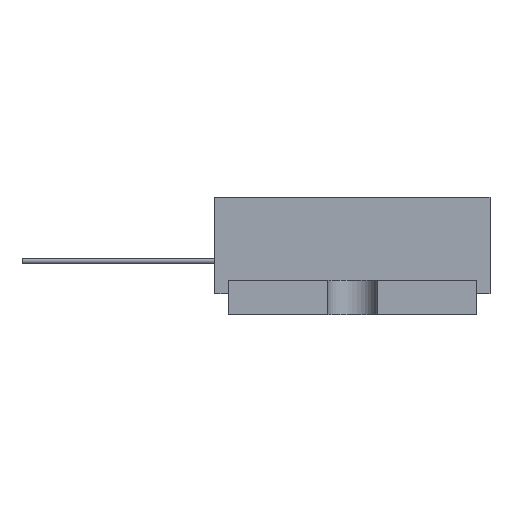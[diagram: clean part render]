
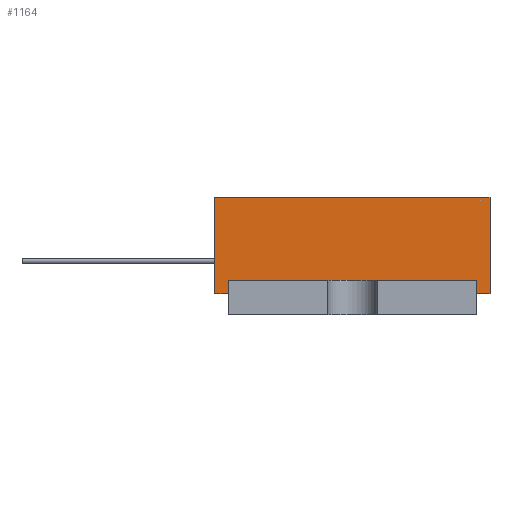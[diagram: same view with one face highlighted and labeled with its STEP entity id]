
A CAD part, left-side view. The second image highlights one B-rep face of the part: STEP entity #1164.
In plain terms, the highlighted planar face has unit normal (-1, 0, 0).
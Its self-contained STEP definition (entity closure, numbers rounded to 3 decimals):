
#1164=ADVANCED_FACE('',(#2320),#2322,.T.);
#2320=FACE_BOUND('',#2321,.T.);
#2321=EDGE_LOOP('',(#3345,#3346,#3347,#3348,#3349,#3350,#3351,#3352));
#2322=PLANE('',#2323);
#2323=AXIS2_PLACEMENT_3D('',#2324,#2325,#2326);
#2324=CARTESIAN_POINT('',(-27.5,10.,1.5));
#2325=DIRECTION('',(-1.,0.,0.));
#2326=DIRECTION('',(0.,-1.,0.));
#3345=ORIENTED_EDGE('',*,*,#3948,.T.);
#3346=ORIENTED_EDGE('',*,*,#3949,.T.);
#3347=ORIENTED_EDGE('',*,*,#3950,.T.);
#3348=ORIENTED_EDGE('',*,*,#3951,.T.);
#3349=ORIENTED_EDGE('',*,*,#3576,.F.);
#3350=ORIENTED_EDGE('',*,*,#3952,.F.);
#3351=ORIENTED_EDGE('',*,*,#3953,.T.);
#3352=ORIENTED_EDGE('',*,*,#3954,.T.);
#3576=EDGE_CURVE('',#4000,#4001,#4002,.T.);
#3948=EDGE_CURVE('',#4622,#4623,#4624,.T.);
#3949=EDGE_CURVE('',#4623,#4625,#4626,.T.);
#3950=EDGE_CURVE('',#4625,#4627,#4628,.T.);
#3951=EDGE_CURVE('',#4627,#4001,#4629,.T.);
#3952=EDGE_CURVE('',#4630,#4000,#4631,.T.);
#3953=EDGE_CURVE('',#4630,#4632,#4633,.T.);
#3954=EDGE_CURVE('',#4632,#4622,#4634,.T.);
#4000=VERTEX_POINT('',#4710);
#4001=VERTEX_POINT('',#4711);
#4002=LINE('',#4712,#4713);
#4622=VERTEX_POINT('',#6106);
#4623=VERTEX_POINT('',#6107);
#4624=LINE('',#6108,#6109);
#4625=VERTEX_POINT('',#6111);
#4626=LINE('',#6112,#6113);
#4627=VERTEX_POINT('',#6115);
#4628=LINE('',#6116,#6117);
#4629=LINE('',#6119,#6120);
#4630=VERTEX_POINT('',#6122);
#4631=LINE('',#6123,#6124);
#4632=VERTEX_POINT('',#6126);
#4633=LINE('',#6127,#6128);
#4634=LINE('',#6130,#6131);
#4710=CARTESIAN_POINT('',(-27.5,10.,8.5));
#4711=CARTESIAN_POINT('',(-27.5,-10.,8.5));
#4712=CARTESIAN_POINT('',(-27.5,10.,8.5));
#4713=VECTOR('',#4714,1.);
#4714=DIRECTION('',(0.,-1.,0.));
#6106=CARTESIAN_POINT('',(-27.5,9.,2.5));
#6107=CARTESIAN_POINT('',(-27.5,-9.,2.5));
#6108=CARTESIAN_POINT('',(-27.5,9.,2.5));
#6109=VECTOR('',#6110,1.);
#6110=DIRECTION('',(0.,-1.,0.));
#6111=CARTESIAN_POINT('',(-27.5,-9.,1.5));
#6112=CARTESIAN_POINT('',(-27.5,-9.,2.5));
#6113=VECTOR('',#6114,1.);
#6114=DIRECTION('',(0.,0.,-1.));
#6115=CARTESIAN_POINT('',(-27.5,-10.,1.5));
#6116=CARTESIAN_POINT('',(-27.5,-9.,1.5));
#6117=VECTOR('',#6118,1.);
#6118=DIRECTION('',(0.,-1.,0.));
#6119=CARTESIAN_POINT('',(-27.5,-10.,1.5));
#6120=VECTOR('',#6121,1.);
#6121=DIRECTION('',(0.,0.,1.));
#6122=CARTESIAN_POINT('',(-27.5,10.,1.5));
#6123=CARTESIAN_POINT('',(-27.5,10.,1.5));
#6124=VECTOR('',#6125,1.);
#6125=DIRECTION('',(0.,0.,1.));
#6126=CARTESIAN_POINT('',(-27.5,9.,1.5));
#6127=CARTESIAN_POINT('',(-27.5,10.,1.5));
#6128=VECTOR('',#6129,1.);
#6129=DIRECTION('',(0.,-1.,0.));
#6130=CARTESIAN_POINT('',(-27.5,9.,1.5));
#6131=VECTOR('',#6132,1.);
#6132=DIRECTION('',(0.,0.,1.));
